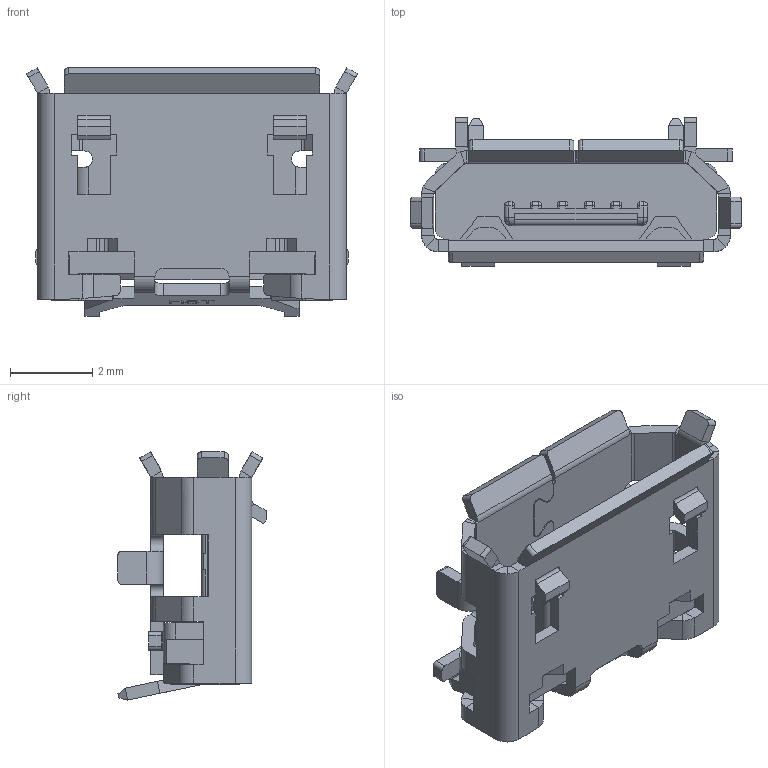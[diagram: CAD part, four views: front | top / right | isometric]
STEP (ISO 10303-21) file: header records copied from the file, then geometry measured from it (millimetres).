
FILE_DESCRIPTION(('FreeCAD Model'),'2;1');
FILE_NAME('Open CASCADE Shape Model','2023-10-29T22:12:37',(''),(''), 'Open CASCADE STEP processor 7.6','FreeCAD','Unknown');
FILE_SCHEMA(('AUTOMOTIVE_DESIGN { 1 0 10303 214 1 1 1 1 }'));
Length unit declared in the file: millimetre
Products named in the file (4): Unnamed; _0103594 (Solid); _0103597 (Solid); _0103596 (Solid)
Assembly tree (3 placements, depth 2):
  Unnamed
    _0103594 (Solid)
    _0103597 (Solid)
    _0103596 (Solid)
Bounding box: 8.04 x 3.6 x 6.03 mm (x, y, z)
Volume: 44 mm3; surface area: 312 mm2
Topology: 3 solids, 3 shells, 911 faces, 2472 edges, 1574 vertices
Faces by surface type: bspline 690, revolution 221
Entity records: 29233 total; most frequent: CARTESIAN_POINT 7472, ORIENTED_EDGE 4944, DIRECTION 3384, EDGE_CURVE 2472, LINE 2199, VECTOR 2199, VERTEX_POINT 1574, FACE_BOUND 940
